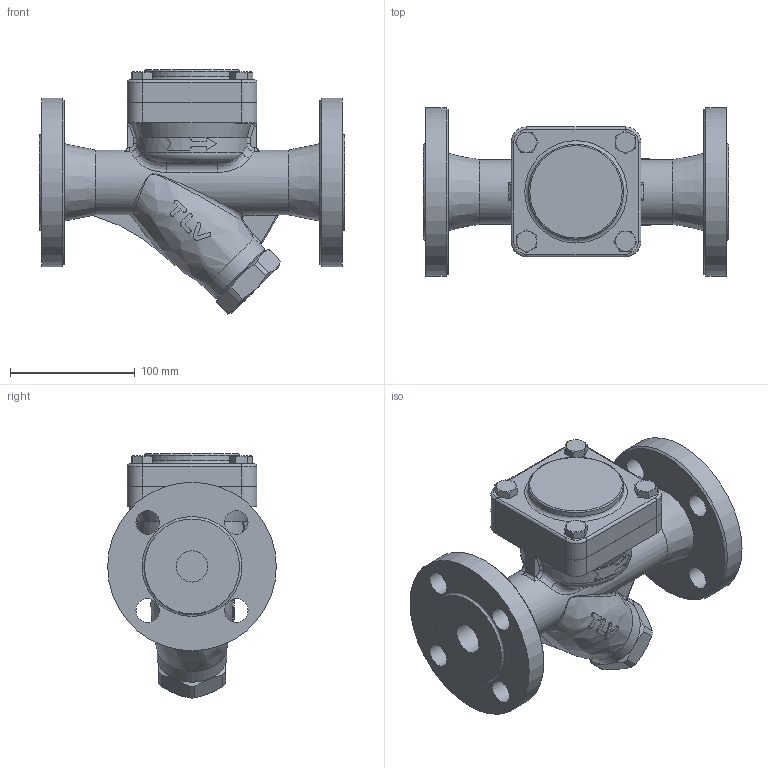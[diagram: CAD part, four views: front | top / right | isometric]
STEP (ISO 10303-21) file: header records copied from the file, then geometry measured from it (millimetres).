
FILE_DESCRIPTION((''),'2;1');
FILE_NAME('a3n00-032-jis20-00.stp','2010-12-07T14:36:41',('nakaot'),(''),'Autodesk Inventor 2008','Autodesk Inventor 2008','');
FILE_SCHEMA(('AUTOMOTIVE_DESIGN { 1 0 10303 214 1 1 1 1 }'));
Length unit declared in the file: millimetre
Products named in the file (1): a3n00-032-jis20-00
Bounding box: 245 x 135 x 195.44 mm (x, y, z)
Volume: 1791499.6 mm3; surface area: 184970.8 mm2
Topology: 1 solids, 1 shells, 280 faces, 691 edges, 436 vertices
Faces by surface type: plane 100, cylinder 80, bspline 58, cone 34, torus 8
Full cylindrical faces by diameter (mm): 10 x8, 19 x4, 25 x1, 52 x1, 56 x1, 60 x1, 76 x1, 135 x1
Entity records: 13629 total; most frequent: CARTESIAN_POINT 7666, ORIENTED_EDGE 1284, DIRECTION 1076, EDGE_CURVE 642, AXIS2_PLACEMENT_3D 437, VERTEX_POINT 426, EDGE_LOOP 368, FACE_OUTER_BOUND 280
